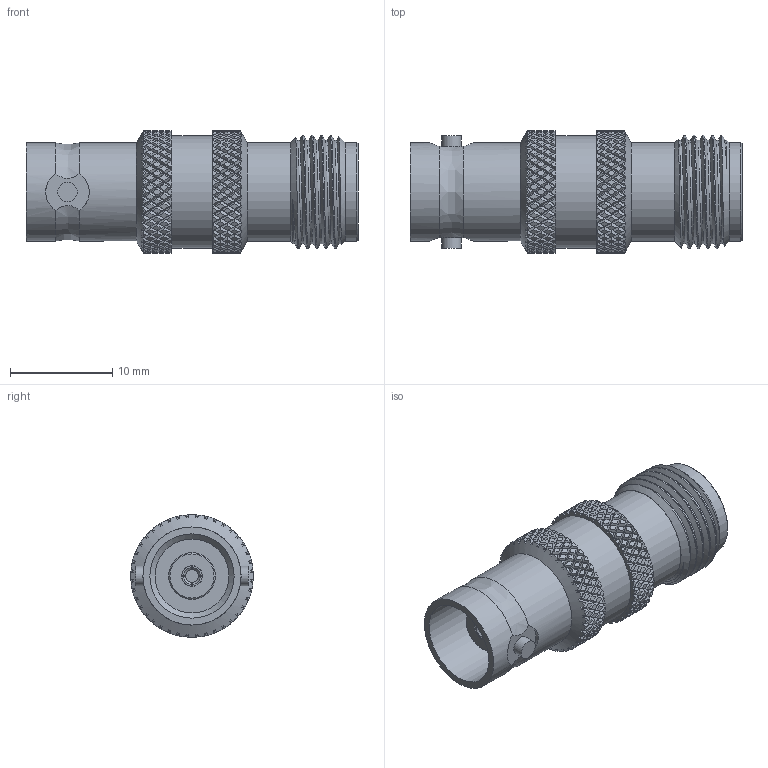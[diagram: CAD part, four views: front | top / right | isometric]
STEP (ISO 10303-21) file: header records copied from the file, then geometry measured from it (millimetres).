
FILE_DESCRIPTION (( 'STEP AP203' ), '1' );
FILE_NAME ('PE9097_3D.step', '2021-07-07T15:30:17', ( '' ), ( '' ), 'SwSTEP 2.0', 'SolidWorks 2020', '' );
FILE_SCHEMA (( 'CONFIG_CONTROL_DESIGN' ));
Length unit declared in the file: inch
Products named in the file (1): PE9097_3D
Bounding box: 32.5 x 12 x 12 mm (x, y, z)
Volume: 2006.2 mm3; surface area: 2195.4 mm2
Topology: 1 solids, 1 shells, 2188 faces, 4906 edges, 2732 vertices
Faces by surface type: bspline 1685, cylinder 426, plane 56, cone 21
Full cylindrical faces by diameter (mm): 1.27 x1, 1.346 x1, 1.854 x1, 1.905 x2, 4.572 x2, 8.255 x1, 9.601 x2, 9.652 x2, 11.019 x1
Entity records: 104408 total; most frequent: CARTESIAN_POINT 74866, ORIENTED_EDGE 9726, EDGE_CURVE 4863, VERTEX_POINT 2715, B_SPLINE_CURVE_WITH_KNOTS 2282, EDGE_LOOP 2222, FACE_OUTER_BOUND 2199, ADVANCED_FACE 2186
